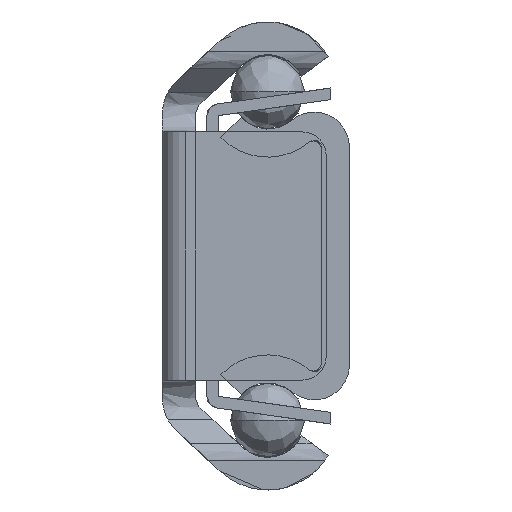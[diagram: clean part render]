
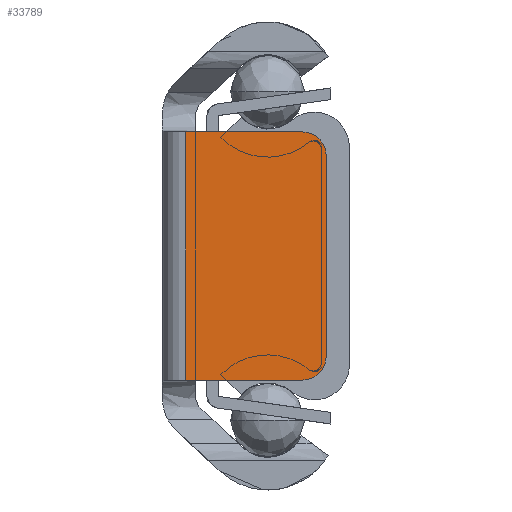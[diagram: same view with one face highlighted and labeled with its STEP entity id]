
A CAD part, left-side view. The second image highlights one B-rep face of the part: STEP entity #33789.
In plain terms, the highlighted free-form (B-spline) face has degree [1, 1] with [2, 2] control points.
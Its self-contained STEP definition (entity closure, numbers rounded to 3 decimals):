
#32769=CARTESIAN_POINT('',(0.0,-1.,-5.3));
#32770=VERTEX_POINT('',#32769);
#32784=CARTESIAN_POINT('',(0.0,-1.,5.3));
#32785=VERTEX_POINT('',#32784);
#32786=CARTESIAN_POINT('',(0.0,-1.,5.3));
#32787=CARTESIAN_POINT('',(0.0,-1.,-5.3));
#32788=QUASI_UNIFORM_CURVE('',1,(#32786,#32787),.UNSPECIFIED.,.F.,.U.);
#32789=EDGE_CURVE('',#32785,#32770,#32788,.T.);
#32887=CARTESIAN_POINT('',(0.0,-7.0,-4.3));
#32888=VERTEX_POINT('',#32887);
#32889=CARTESIAN_POINT('',(0.0,-6.0,-5.3));
#32890=VERTEX_POINT('',#32889);
#32891=CARTESIAN_POINT('',(0.0,-7.0,-4.3));
#32892=CARTESIAN_POINT('',(0.0,-7.,-5.3));
#32893=CARTESIAN_POINT('',(0.0,-6.0,-5.3));
#32901=(BOUNDED_CURVE()B_SPLINE_CURVE(2,(#32891,#32892,#32893),.UNSPECIFIED.,.F.,.U.)CURVE()GEOMETRIC_REPRESENTATION_ITEM()QUASI_UNIFORM_CURVE()RATIONAL_B_SPLINE_CURVE((1.0,0.707,1.0))REPRESENTATION_ITEM(''));
#32902=EDGE_CURVE('',#32888,#32890,#32901,.T.);
#32923=CARTESIAN_POINT('',(0.0,-7.0,4.3));
#32924=VERTEX_POINT('',#32923);
#32925=CARTESIAN_POINT('',(0.0,-7.0,-4.3));
#32926=CARTESIAN_POINT('',(0.0,-7.0,4.3));
#32927=QUASI_UNIFORM_CURVE('',1,(#32925,#32926),.UNSPECIFIED.,.F.,.U.);
#32928=EDGE_CURVE('',#32888,#32924,#32927,.T.);
#32954=CARTESIAN_POINT('',(0.0,-6.0,5.3));
#32955=VERTEX_POINT('',#32954);
#32956=CARTESIAN_POINT('',(0.0,-6.0,5.3));
#32957=CARTESIAN_POINT('',(0.0,-7.,5.3));
#32958=CARTESIAN_POINT('',(0.0,-7.0,4.3));
#32966=(BOUNDED_CURVE()B_SPLINE_CURVE(2,(#32956,#32957,#32958),.UNSPECIFIED.,.F.,.U.)CURVE()GEOMETRIC_REPRESENTATION_ITEM()QUASI_UNIFORM_CURVE()RATIONAL_B_SPLINE_CURVE((1.0,0.707,1.0))REPRESENTATION_ITEM(''));
#32967=EDGE_CURVE('',#32955,#32924,#32966,.T.);
#32992=CARTESIAN_POINT('',(0.0,-1.,5.3));
#32993=CARTESIAN_POINT('',(0.0,-6.0,5.3));
#32994=QUASI_UNIFORM_CURVE('',1,(#32992,#32993),.UNSPECIFIED.,.F.,.U.);
#32995=EDGE_CURVE('',#32785,#32955,#32994,.T.);
#33508=CARTESIAN_POINT('',(0.0,-1.,-5.3));
#33509=CARTESIAN_POINT('',(0.0,-6.0,-5.3));
#33510=QUASI_UNIFORM_CURVE('',1,(#33508,#33509),.UNSPECIFIED.,.F.,.U.);
#33511=EDGE_CURVE('',#32770,#32890,#33510,.T.);
#33776=CARTESIAN_POINT('',(0.0,-7.3,5.829));
#33777=CARTESIAN_POINT('',(0.0,-0.7,5.829));
#33778=CARTESIAN_POINT('',(0.0,-7.3,-5.829));
#33779=CARTESIAN_POINT('',(0.0,-0.7,-5.829));
#33780=B_SPLINE_SURFACE_WITH_KNOTS('',1,1,((#33776,#33778),(#33777,#33779)),.UNSPECIFIED.,.F.,.F.,.U.,(2,2),(2,2),(0.0,6.599),(0.0,11.659),.UNSPECIFIED.);
#33781=ORIENTED_EDGE('',*,*,#32995,.F.);
#33782=ORIENTED_EDGE('',*,*,#32789,.T.);
#33783=ORIENTED_EDGE('',*,*,#33511,.T.);
#33784=ORIENTED_EDGE('',*,*,#32902,.F.);
#33785=ORIENTED_EDGE('',*,*,#32928,.T.);
#33786=ORIENTED_EDGE('',*,*,#32967,.F.);
#33787=EDGE_LOOP('',(#33781,#33782,#33783,#33784,#33785,#33786));
#33788=FACE_OUTER_BOUND('',#33787,.T.);
#33789=ADVANCED_FACE('',(#33788),#33780,.T.);
